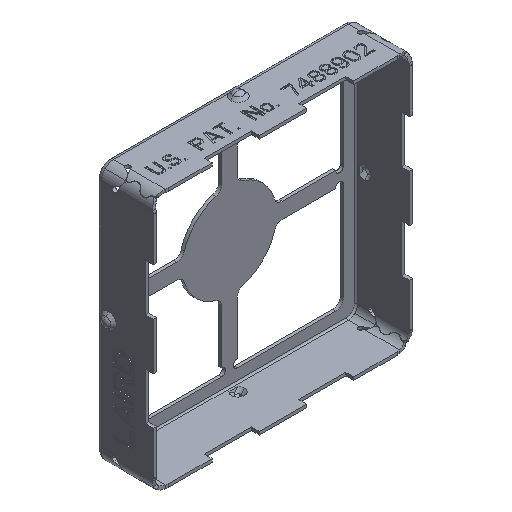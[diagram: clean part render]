
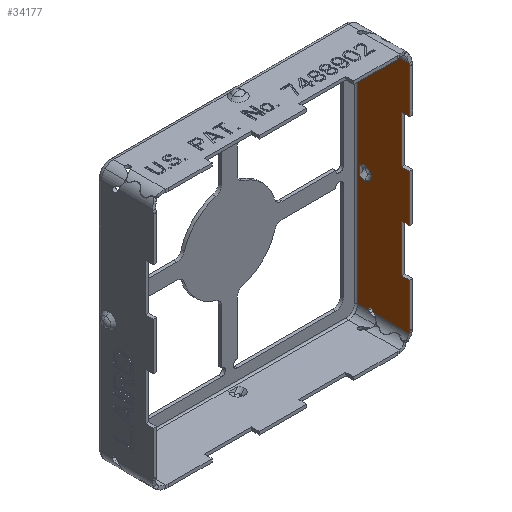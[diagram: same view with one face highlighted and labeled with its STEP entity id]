
A CAD part, isometric view. The second image highlights one B-rep face of the part: STEP entity #34177.
In plain terms, the highlighted planar face has unit normal (-1, 0, 0).
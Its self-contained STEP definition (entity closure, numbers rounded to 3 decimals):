
#9612=DIRECTION('',(0.,1.,0.));
#9613=VECTOR('',#9612,0.705);
#9614=CARTESIAN_POINT('',(8.05,2.595,-7.45));
#9615=LINE('',#9614,#9613);
#9671=DIRECTION('',(0.,1.,0.));
#9672=VECTOR('',#9671,2.225);
#9673=CARTESIAN_POINT('',(8.05,0.029,-7.45));
#9674=LINE('',#9673,#9672);
#9836=DIRECTION('',(0.,0.5,0.866));
#9837=VECTOR('',#9836,0.133);
#9838=CARTESIAN_POINT('',(8.05,2.254,-7.45));
#9839=LINE('',#9838,#9837);
#9843=CARTESIAN_POINT('',(8.05,2.45,-7.41));
#9844=DIRECTION('',(-1.,0.,0.));
#9845=DIRECTION('',(0.,-0.866,0.5));
#9846=AXIS2_PLACEMENT_3D('',#9843,#9844,#9845);
#9851=DIRECTION('',(0.,0.,-1.));
#9852=VECTOR('',#9851,14.9);
#9853=CARTESIAN_POINT('',(8.05,3.3,7.45));
#9854=LINE('',#9853,#9852);
#9858=CARTESIAN_POINT('',(8.05,2.45,7.41));
#9859=DIRECTION('',(-1.,0.,0.));
#9860=DIRECTION('',(0.,0.964,0.267));
#9861=AXIS2_PLACEMENT_3D('',#9858,#9859,#9860);
#9866=DIRECTION('',(0.,0.5,-0.866));
#9867=VECTOR('',#9866,0.133);
#9868=CARTESIAN_POINT('',(8.05,2.254,7.45));
#9869=LINE('',#9868,#9867);
#9873=DIRECTION('',(0.,-0.174,-0.985));
#9874=VECTOR('',#9873,0.155);
#9875=CARTESIAN_POINT('',(8.05,0.029,7.45));
#9876=LINE('',#9875,#9874);
#9880=CARTESIAN_POINT('',(8.05,0.15,7.272));
#9881=DIRECTION('',(-1.,0.,0.));
#9882=DIRECTION('',(0.,-1.,0.));
#9883=AXIS2_PLACEMENT_3D('',#9880,#9881,#9882);
#9888=DIRECTION('',(0.,1.,0.));
#9889=VECTOR('',#9888,0.5);
#9890=CARTESIAN_POINT('',(8.05,0.,4.5));
#9891=LINE('',#9890,#9889);
#9895=DIRECTION('',(0.,0.,-1.));
#9896=VECTOR('',#9895,3.);
#9897=CARTESIAN_POINT('',(8.05,0.5,4.5));
#9898=LINE('',#9897,#9896);
#9902=DIRECTION('',(0.,1.,0.));
#9903=VECTOR('',#9902,0.5);
#9904=CARTESIAN_POINT('',(8.05,0.,1.5));
#9905=LINE('',#9904,#9903);
#9909=DIRECTION('',(0.,1.,0.));
#9910=VECTOR('',#9909,0.5);
#9911=CARTESIAN_POINT('',(8.05,0.,-1.5));
#9912=LINE('',#9911,#9910);
#9916=DIRECTION('',(0.,0.,-1.));
#9917=VECTOR('',#9916,3.);
#9918=CARTESIAN_POINT('',(8.05,0.5,-1.5));
#9919=LINE('',#9918,#9917);
#9923=DIRECTION('',(0.,1.,0.));
#9924=VECTOR('',#9923,0.5);
#9925=CARTESIAN_POINT('',(8.05,0.,-4.5));
#9926=LINE('',#9925,#9924);
#9930=CARTESIAN_POINT('',(8.05,0.15,-7.272));
#9931=DIRECTION('',(-1.,0.,0.));
#9932=DIRECTION('',(0.,-0.985,-0.174));
#9933=AXIS2_PLACEMENT_3D('',#9930,#9931,#9932);
#9938=DIRECTION('',(0.,-0.174,0.985));
#9939=VECTOR('',#9938,0.155);
#9940=CARTESIAN_POINT('',(8.05,0.029,-7.45));
#9941=LINE('',#9940,#9939);
#9945=CARTESIAN_POINT('',(8.05,2.85,0.));
#9946=DIRECTION('',(1.,0.,0.));
#9947=DIRECTION('',(0.,0.,1.));
#9948=AXIS2_PLACEMENT_3D('',#9945,#9946,#9947);
#9953=CARTESIAN_POINT('',(8.05,2.85,0.));
#9954=DIRECTION('',(1.,0.,0.));
#9955=DIRECTION('',(0.,0.746,0.666));
#9956=AXIS2_PLACEMENT_3D('',#9953,#9954,#9955);
#9961=DIRECTION('',(0.,0.,1.));
#9962=VECTOR('',#9961,0.546);
#9963=CARTESIAN_POINT('',(8.05,3.156,-0.273));
#9964=LINE('',#9963,#9962);
#9968=CARTESIAN_POINT('',(8.05,2.85,0.));
#9969=DIRECTION('',(1.,0.,0.));
#9970=DIRECTION('',(0.,0.,-1.));
#9971=AXIS2_PLACEMENT_3D('',#9968,#9969,#9970);
#10239=DIRECTION('',(0.,-1.,0.));
#10240=VECTOR('',#10239,2.225);
#10241=CARTESIAN_POINT('',(8.05,2.254,7.45));
#10242=LINE('',#10241,#10240);
#10298=DIRECTION('',(0.,-1.,0.));
#10299=VECTOR('',#10298,0.705);
#10300=CARTESIAN_POINT('',(8.05,3.3,7.45));
#10301=LINE('',#10300,#10299);
#10569=DIRECTION('',(0.,0.,-1.));
#10570=VECTOR('',#10569,3.);
#10571=CARTESIAN_POINT('',(8.05,0.,1.5));
#10572=LINE('',#10571,#10570);
#10597=DIRECTION('',(0.,0.,-1.));
#10598=VECTOR('',#10597,2.772);
#10599=CARTESIAN_POINT('',(8.05,0.,7.272));
#10600=LINE('',#10599,#10598);
#10625=DIRECTION('',(0.,0.,-1.));
#10626=VECTOR('',#10625,2.772);
#10627=CARTESIAN_POINT('',(8.05,0.,-4.5));
#10628=LINE('',#10627,#10626);
#25360=CARTESIAN_POINT('',(8.05,0.,-4.5));
#25361=CARTESIAN_POINT('',(8.05,0.5,-4.5));
#25362=VERTEX_POINT('',#25360);
#25363=VERTEX_POINT('',#25361);
#25364=CARTESIAN_POINT('',(8.05,0.,-1.5));
#25365=CARTESIAN_POINT('',(8.05,0.5,-1.5));
#25366=VERTEX_POINT('',#25364);
#25367=VERTEX_POINT('',#25365);
#25368=CARTESIAN_POINT('',(8.05,0.,1.5));
#25369=CARTESIAN_POINT('',(8.05,0.5,1.5));
#25370=VERTEX_POINT('',#25368);
#25371=VERTEX_POINT('',#25369);
#25372=CARTESIAN_POINT('',(8.05,0.,4.5));
#25373=CARTESIAN_POINT('',(8.05,0.5,4.5));
#25374=VERTEX_POINT('',#25372);
#25375=VERTEX_POINT('',#25373);
#25514=CARTESIAN_POINT('',(8.05,2.32,7.335));
#25516=VERTEX_POINT('',#25514);
#25520=CARTESIAN_POINT('',(8.05,0.,7.272));
#25521=VERTEX_POINT('',#25520);
#25616=CARTESIAN_POINT('',(8.05,2.595,7.45));
#25617=VERTEX_POINT('',#25616);
#25618=CARTESIAN_POINT('',(8.05,2.254,7.45));
#25619=VERTEX_POINT('',#25618);
#25624=CARTESIAN_POINT('',(8.05,0.029,7.45));
#25625=CARTESIAN_POINT('',(8.05,0.002,7.298));
#25626=VERTEX_POINT('',#25624);
#25627=VERTEX_POINT('',#25625);
#25630=CARTESIAN_POINT('',(8.05,3.3,7.45));
#25631=VERTEX_POINT('',#25630);
#27629=CARTESIAN_POINT('',(8.05,3.3,-7.45));
#27630=VERTEX_POINT('',#27629);
#27639=CARTESIAN_POINT('',(8.05,0.029,-7.45));
#27640=CARTESIAN_POINT('',(8.05,2.254,-7.45));
#27641=VERTEX_POINT('',#27639);
#27642=VERTEX_POINT('',#27640);
#27643=CARTESIAN_POINT('',(8.05,2.595,-7.45));
#27644=VERTEX_POINT('',#27643);
#27749=CARTESIAN_POINT('',(8.05,2.85,0.41));
#27750=CARTESIAN_POINT('',(8.05,2.85,-0.41));
#27751=VERTEX_POINT('',#27749);
#27752=VERTEX_POINT('',#27750);
#27753=CARTESIAN_POINT('',(8.05,3.156,-0.273));
#27754=VERTEX_POINT('',#27753);
#27819=CARTESIAN_POINT('',(8.05,0.,-7.272));
#27820=VERTEX_POINT('',#27819);
#28797=CARTESIAN_POINT('',(8.05,0.002,-7.298));
#28798=VERTEX_POINT('',#28797);
#28803=CARTESIAN_POINT('',(8.05,2.32,-7.335));
#28805=VERTEX_POINT('',#28803);
#29312=CARTESIAN_POINT('',(8.05,3.156,0.273));
#29313=VERTEX_POINT('',#29312);
#34120=CARTESIAN_POINT('',(8.05,0.,8.25));
#34121=DIRECTION('',(1.,0.,0.));
#34122=DIRECTION('',(0.,0.,-1.));
#34123=AXIS2_PLACEMENT_3D('',#34120,#34121,#34122);
#34124=PLANE('',#34123);
#34126=ORIENTED_EDGE('',*,*,#34125,.T.);
#34128=ORIENTED_EDGE('',*,*,#34127,.T.);
#34129=ORIENTED_EDGE('',*,*,#34078,.T.);
#34130=ORIENTED_EDGE('',*,*,#33353,.F.);
#34132=ORIENTED_EDGE('',*,*,#34131,.T.);
#34134=ORIENTED_EDGE('',*,*,#34133,.T.);
#34136=ORIENTED_EDGE('',*,*,#34135,.F.);
#34138=ORIENTED_EDGE('',*,*,#34137,.T.);
#34140=ORIENTED_EDGE('',*,*,#34139,.T.);
#34142=ORIENTED_EDGE('',*,*,#34141,.F.);
#34144=ORIENTED_EDGE('',*,*,#34143,.T.);
#34146=ORIENTED_EDGE('',*,*,#34145,.T.);
#34148=ORIENTED_EDGE('',*,*,#34147,.T.);
#34150=ORIENTED_EDGE('',*,*,#34149,.F.);
#34152=ORIENTED_EDGE('',*,*,#34151,.T.);
#34154=ORIENTED_EDGE('',*,*,#34153,.T.);
#34156=ORIENTED_EDGE('',*,*,#34155,.T.);
#34158=ORIENTED_EDGE('',*,*,#34157,.F.);
#34160=ORIENTED_EDGE('',*,*,#34159,.T.);
#34162=ORIENTED_EDGE('',*,*,#34161,.F.);
#34163=ORIENTED_EDGE('',*,*,#33964,.F.);
#34164=ORIENTED_EDGE('',*,*,#34096,.T.);
#34165=EDGE_LOOP('',(#34126,#34128,#34129,#34130,#34132,#34134,#34136,#34138,
#34140,#34142,#34144,#34146,#34148,#34150,#34152,#34154,#34156,#34158,#34160,
#34162,#34163,#34164));
#34166=FACE_OUTER_BOUND('',#34165,.F.);
#34168=ORIENTED_EDGE('',*,*,#34167,.F.);
#34170=ORIENTED_EDGE('',*,*,#34169,.F.);
#34172=ORIENTED_EDGE('',*,*,#34171,.F.);
#34174=ORIENTED_EDGE('',*,*,#34173,.F.);
#34175=EDGE_LOOP('',(#34168,#34170,#34172,#34174));
#34176=FACE_BOUND('',#34175,.F.);
#9847=CIRCLE('',#9846,0.15);
#9862=CIRCLE('',#9861,0.15);
#9884=CIRCLE('',#9883,0.15);
#9934=CIRCLE('',#9933,0.15);
#9949=CIRCLE('',#9948,0.41);
#9957=CIRCLE('',#9956,0.41);
#9972=CIRCLE('',#9971,0.41);
#33353=EDGE_CURVE('',#25631,#27630,#9854,.T.);
#33964=EDGE_CURVE('',#27641,#28798,#9941,.T.);
#34078=EDGE_CURVE('',#27644,#27630,#9615,.T.);
#34096=EDGE_CURVE('',#27641,#27642,#9674,.T.);
#34125=EDGE_CURVE('',#27642,#28805,#9839,.T.);
#34127=EDGE_CURVE('',#28805,#27644,#9847,.T.);
#34131=EDGE_CURVE('',#25631,#25617,#10301,.T.);
#34133=EDGE_CURVE('',#25617,#25516,#9862,.T.);
#34135=EDGE_CURVE('',#25619,#25516,#9869,.T.);
#34137=EDGE_CURVE('',#25619,#25626,#10242,.T.);
#34139=EDGE_CURVE('',#25626,#25627,#9876,.T.);
#34141=EDGE_CURVE('',#25521,#25627,#9884,.T.);
#34143=EDGE_CURVE('',#25521,#25374,#10600,.T.);
#34145=EDGE_CURVE('',#25374,#25375,#9891,.T.);
#34147=EDGE_CURVE('',#25375,#25371,#9898,.T.);
#34149=EDGE_CURVE('',#25370,#25371,#9905,.T.);
#34151=EDGE_CURVE('',#25370,#25366,#10572,.T.);
#34153=EDGE_CURVE('',#25366,#25367,#9912,.T.);
#34155=EDGE_CURVE('',#25367,#25363,#9919,.T.);
#34157=EDGE_CURVE('',#25362,#25363,#9926,.T.);
#34159=EDGE_CURVE('',#25362,#27820,#10628,.T.);
#34161=EDGE_CURVE('',#28798,#27820,#9934,.T.);
#34167=EDGE_CURVE('',#27751,#27752,#9949,.T.);
#34169=EDGE_CURVE('',#29313,#27751,#9957,.T.);
#34171=EDGE_CURVE('',#27754,#29313,#9964,.T.);
#34173=EDGE_CURVE('',#27752,#27754,#9972,.T.);
#34177=ADVANCED_FACE('',(#34166,#34176),#34124,.F.);
